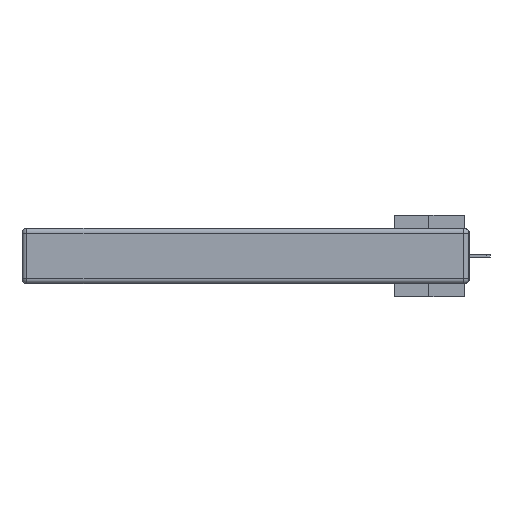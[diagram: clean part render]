
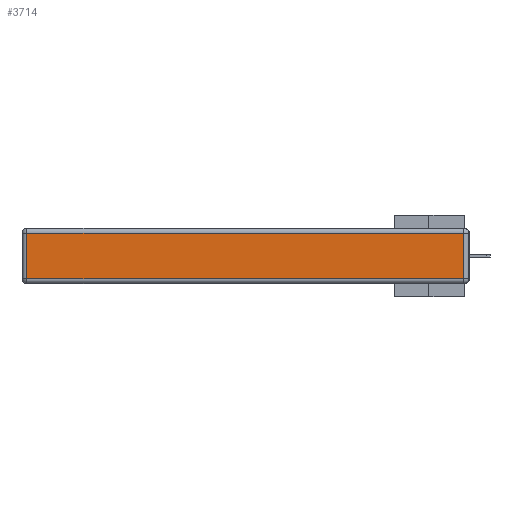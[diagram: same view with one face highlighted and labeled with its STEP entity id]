
A CAD part, left-side view. The second image highlights one B-rep face of the part: STEP entity #3714.
In plain terms, the highlighted planar face has unit normal (-1, 0, 0).
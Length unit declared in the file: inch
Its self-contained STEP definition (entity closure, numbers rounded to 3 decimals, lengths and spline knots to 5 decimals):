
#1 = CARTESIAN_POINT ( 'NONE',  ( 0., 0.03, -0.313 ) ) ;
#1081 = VERTEX_POINT ( 'NONE', #6291 ) ;
#1089 = VECTOR ( 'NONE', #20946, 39.37008 ) ;
#1582 = LINE ( 'NONE', #1665, #14129 ) ;
#1665 = CARTESIAN_POINT ( 'NONE',  ( 0., 0.03, -0.343 ) ) ;
#2797 = CARTESIAN_POINT ( 'NONE',  ( 0., 0.03, -0.03 ) ) ;
#3473 = VERTEX_POINT ( 'NONE', #1 ) ;
#3569 = CARTESIAN_POINT ( 'NONE',  ( 0., 2.72, -0.343 ) ) ;
#3714 = ADVANCED_FACE ( 'NONE', ( #4664 ), #16013, .T. ) ;
#4495 = LINE ( 'NONE', #11525, #1089 ) ;
#4528 = DIRECTION ( 'NONE',  ( 0., 1., 0. ) ) ;
#4664 = FACE_OUTER_BOUND ( 'NONE', #7646, .T. ) ;
#6291 = CARTESIAN_POINT ( 'NONE',  ( 0., 2.72, -0.03 ) ) ;
#6362 = EDGE_CURVE ( 'NONE', #28704, #1081, #23056, .T. ) ;
#7646 = EDGE_LOOP ( 'NONE', ( #20432, #23419, #25392, #19643 ) ) ;
#9378 = EDGE_CURVE ( 'NONE', #10083, #3473, #4495, .T. ) ;
#10083 = VERTEX_POINT ( 'NONE', #22535 ) ;
#10866 = EDGE_CURVE ( 'NONE', #1081, #10083, #17361, .T. ) ;
#10896 = VECTOR ( 'NONE', #28162, 39.37008 ) ;
#11525 = CARTESIAN_POINT ( 'NONE',  ( 0., 0., -0.313 ) ) ;
#11716 = VECTOR ( 'NONE', #4528, 39.37008 ) ;
#13445 = DIRECTION ( 'NONE',  ( 0., 0., 1. ) ) ;
#14129 = VECTOR ( 'NONE', #26165, 39.37008 ) ;
#16013 = PLANE ( 'NONE',  #17896 ) ;
#17215 = EDGE_CURVE ( 'NONE', #3473, #28704, #1582, .T. ) ;
#17361 = LINE ( 'NONE', #3569, #10896 ) ;
#17896 = AXIS2_PLACEMENT_3D ( 'NONE', #20657, #22997, #13445 ) ;
#19643 = ORIENTED_EDGE ( 'NONE', *, *, #10866, .T. ) ;
#20432 = ORIENTED_EDGE ( 'NONE', *, *, #9378, .T. ) ;
#20657 = CARTESIAN_POINT ( 'NONE',  ( 0., 0., -0.343 ) ) ;
#20946 = DIRECTION ( 'NONE',  ( 0., -1., 0. ) ) ;
#22535 = CARTESIAN_POINT ( 'NONE',  ( 0., 2.72, -0.313 ) ) ;
#22997 = DIRECTION ( 'NONE',  ( -1., 0., 0. ) ) ;
#23056 = LINE ( 'NONE', #26167, #11716 ) ;
#23419 = ORIENTED_EDGE ( 'NONE', *, *, #17215, .T. ) ;
#25392 = ORIENTED_EDGE ( 'NONE', *, *, #6362, .T. ) ;
#26165 = DIRECTION ( 'NONE',  ( 0., 0., 1. ) ) ;
#26167 = CARTESIAN_POINT ( 'NONE',  ( 0., 2.75, -0.03 ) ) ;
#28162 = DIRECTION ( 'NONE',  ( 0., 0., -1. ) ) ;
#28704 = VERTEX_POINT ( 'NONE', #2797 ) ;
